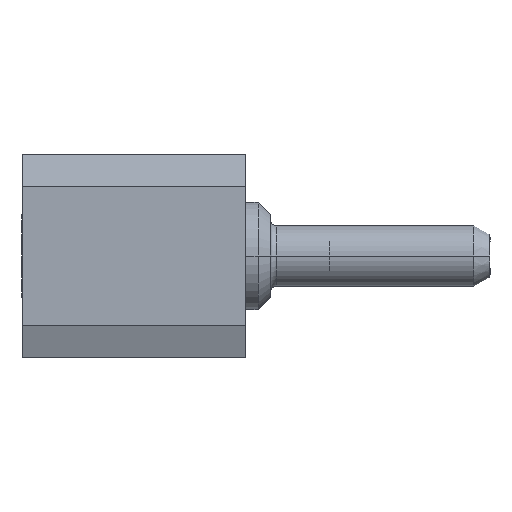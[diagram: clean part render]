
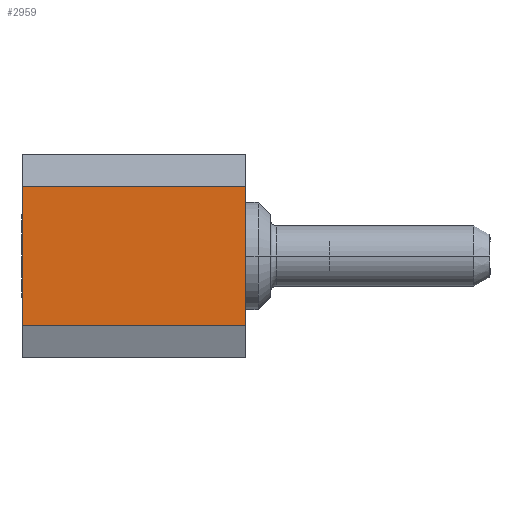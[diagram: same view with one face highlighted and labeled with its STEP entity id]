
A CAD part, left-side view. The second image highlights one B-rep face of the part: STEP entity #2959.
In plain terms, the highlighted planar face has unit normal (-1, 0, 0).
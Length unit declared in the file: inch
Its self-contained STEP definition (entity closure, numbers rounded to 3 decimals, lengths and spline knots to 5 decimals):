
#107 = LINE ( 'NONE', #2050, #711 ) ;
#149 = DIRECTION ( 'NONE',  ( 0., 0., 1. ) ) ;
#171 = DIRECTION ( 'NONE',  ( 0., 1., 0. ) ) ;
#300 = PLANE ( 'NONE',  #4341 ) ;
#366 = FACE_OUTER_BOUND ( 'NONE', #3410, .T. ) ;
#368 = ORIENTED_EDGE ( 'NONE', *, *, #3187, .T. ) ;
#395 = DIRECTION ( 'NONE',  ( -1., 0., 0. ) ) ;
#579 = ORIENTED_EDGE ( 'NONE', *, *, #987, .F. ) ;
#696 = LINE ( 'NONE', #1106, #3333 ) ;
#711 = VECTOR ( 'NONE', #171, 39.37008 ) ;
#919 = CARTESIAN_POINT ( 'NONE',  ( -0.01203, 0., -0.08425 ) ) ;
#987 = EDGE_CURVE ( 'NONE', #1461, #5178, #1574, .T. ) ;
#1106 = CARTESIAN_POINT ( 'NONE',  ( -0.01203, -0.11, -0.08425 ) ) ;
#1303 = EDGE_CURVE ( 'NONE', #5178, #5157, #5711, .T. ) ;
#1306 = CARTESIAN_POINT ( 'NONE',  ( -0.01203, 0., -0.08425 ) ) ;
#1461 = VERTEX_POINT ( 'NONE', #5639 ) ;
#1574 = LINE ( 'NONE', #3494, #3520 ) ;
#1850 = CARTESIAN_POINT ( 'NONE',  ( -0.01203, -0.11, -0.08425 ) ) ;
#2050 = CARTESIAN_POINT ( 'NONE',  ( -0.01203, -0.11, -0.01575 ) ) ;
#2176 = DIRECTION ( 'NONE',  ( 0., 1., 0. ) ) ;
#2294 = DIRECTION ( 'NONE',  ( 0., 0., 1. ) ) ;
#2584 = ORIENTED_EDGE ( 'NONE', *, *, #3592, .T. ) ;
#2959 = ADVANCED_FACE ( 'NONE', ( #366 ), #300, .T. ) ;
#3105 = VECTOR ( 'NONE', #4296, 39.37008 ) ;
#3187 = EDGE_CURVE ( 'NONE', #1461, #5649, #696, .T. ) ;
#3333 = VECTOR ( 'NONE', #149, 39.37008 ) ;
#3339 = CARTESIAN_POINT ( 'NONE',  ( -0.01203, -0.11, -0.01575 ) ) ;
#3410 = EDGE_LOOP ( 'NONE', ( #5505, #579, #368, #2584 ) ) ;
#3494 = CARTESIAN_POINT ( 'NONE',  ( -0.01203, -0.11, -0.08425 ) ) ;
#3520 = VECTOR ( 'NONE', #2176, 39.37008 ) ;
#3592 = EDGE_CURVE ( 'NONE', #5649, #5157, #107, .T. ) ;
#4296 = DIRECTION ( 'NONE',  ( 0., 0., 1. ) ) ;
#4341 = AXIS2_PLACEMENT_3D ( 'NONE', #1850, #395, #2294 ) ;
#4998 = CARTESIAN_POINT ( 'NONE',  ( -0.01203, 0., -0.01575 ) ) ;
#5157 = VERTEX_POINT ( 'NONE', #4998 ) ;
#5178 = VERTEX_POINT ( 'NONE', #1306 ) ;
#5505 = ORIENTED_EDGE ( 'NONE', *, *, #1303, .F. ) ;
#5639 = CARTESIAN_POINT ( 'NONE',  ( -0.01203, -0.11, -0.08425 ) ) ;
#5649 = VERTEX_POINT ( 'NONE', #3339 ) ;
#5711 = LINE ( 'NONE', #919, #3105 ) ;
